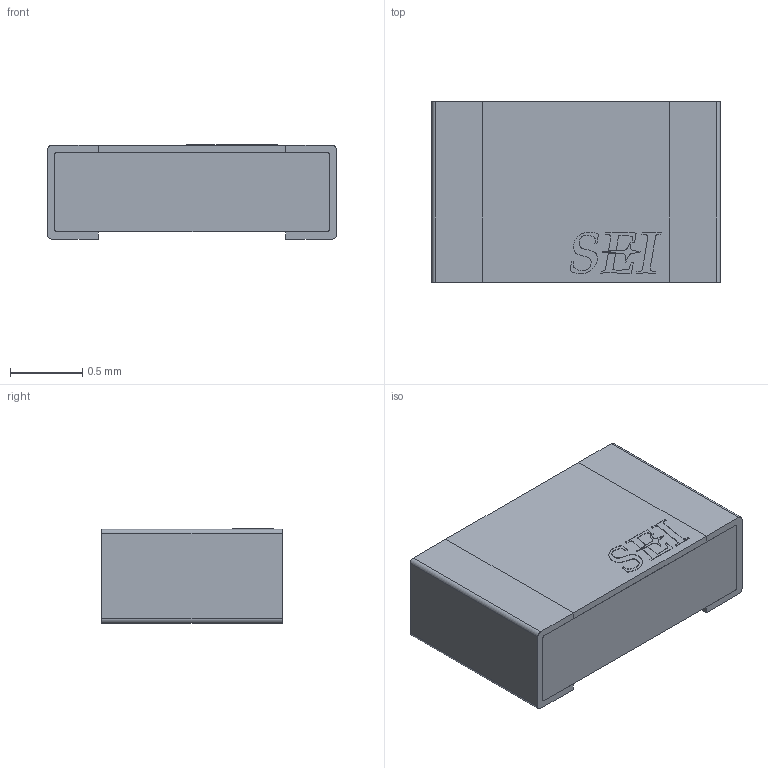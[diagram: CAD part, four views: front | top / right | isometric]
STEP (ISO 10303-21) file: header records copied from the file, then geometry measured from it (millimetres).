
FILE_DESCRIPTION(/* description */ (''),/* implementation_level */ '2;1');
FILE_NAME(/* name */ 'Stackpole Electronics Inc RMCF0805FT10K0 - 0805 Resistor.stp',/* time_stamp */ '2020-07-22T11:55:05-04:00',/* author */ ('Ricardo'),/* organization */ (''),/* preprocessor_version */ 'ST-DEVELOPER v18',/* originating_system */ 'Autodesk Inventor 2020',/* authorisation */ '');
FILE_SCHEMA (('AUTOMOTIVE_DESIGN { 1 0 10303 214 3 1 1 }'));
Length unit declared in the file: millimetre
Products named in the file (5): Stackpole Electronics Inc RMCF0603JT4K70 - 0603 Resistor; terminals; body; top; logo
Assembly tree (4 placements, depth 2):
  Stackpole Electronics Inc RMCF0603JT4K70 - 0603 Resistor
    terminals
    body
    top
    logo
Bounding box: 2 x 1.25 x 0.65 mm (x, y, z)
Volume: 1.5 mm3; surface area: 18.5 mm2
Topology: 9 solids, 9 shells, 153 faces, 405 edges, 270 vertices
Faces by surface type: plane 90, bspline 47, cylinder 16
Entity records: 5041 total; most frequent: CARTESIAN_POINT 1324, ORIENTED_EDGE 810, DIRECTION 573, EDGE_CURVE 405, LINE 279, VECTOR 279, VERTEX_POINT 270, FACE_OUTER_BOUND 153
